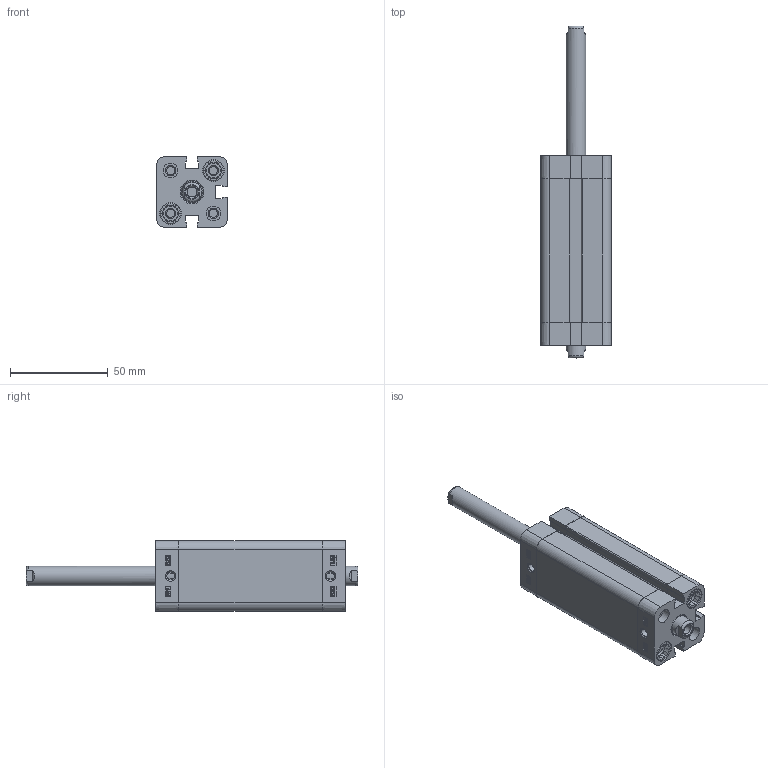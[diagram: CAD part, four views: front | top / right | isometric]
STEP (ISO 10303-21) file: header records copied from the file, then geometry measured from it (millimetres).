
FILE_DESCRIPTION((''),'2;1');
FILE_NAME('PDMP020.060.GS.F.stp','2014-01-20T08:23:20',('carlo.corazza'),(''),'Autodesk Inventor 2012','Autodesk Inventor 2012','');
FILE_SCHEMA(('AUTOMOTIVE_DESIGN { 1 0 10303 214 1 1 1 1 }'));
Length unit declared in the file: millimetre
Products named in the file (5): PDMP020.---.GS.F; TA; CORPO-060; STELO-060
Assembly tree (5 placements, depth 2):
  PDMP020.---.GS.F
    TA
    TA
    CORPO-060
    STELO-060  x2
Bounding box: 36.3 x 170.1 x 36.3 mm (x, y, z)
Volume: 85066.2 mm3; surface area: 45788.9 mm2
Topology: 5 solids, 9 shells, 621 faces, 1609 edges, 1054 vertices
Faces by surface type: plane 300, cylinder 147, bspline 94, cone 62, torus 18
Full cylindrical faces by diameter (mm): 4.134 x4, 4.917 x2, 7.5 x4, 7.55 x4, 8 x10, 10 x2, 10.48 x2, 10.9 x4, 11.1 x4, 11.4 x2, 12 x2, 13.84 x2, 14 x2, 20 x1
Entity records: 19213 total; most frequent: CARTESIAN_POINT 4546, ORIENTED_EDGE 2882, DIRECTION 2642, EDGE_CURVE 1441, VERTEX_POINT 1003, AXIS2_PLACEMENT_3D 895, VECTOR 852, LINE 852
